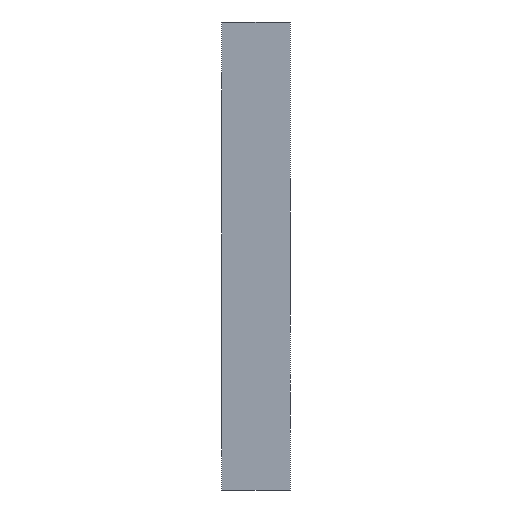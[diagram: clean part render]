
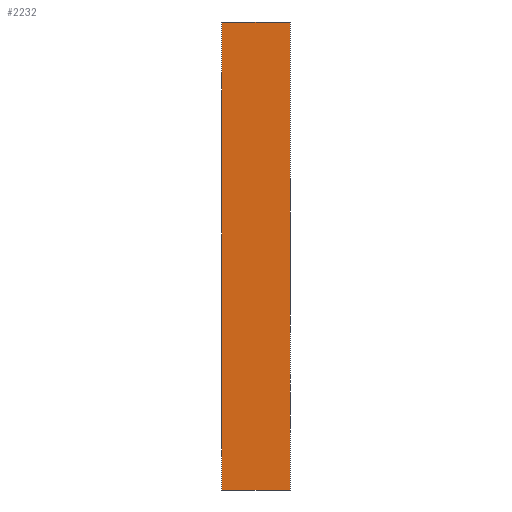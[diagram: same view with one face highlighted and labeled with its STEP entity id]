
A CAD part, front view. The second image highlights one B-rep face of the part: STEP entity #2232.
In plain terms, the highlighted planar face has unit normal (0, -1, 0).
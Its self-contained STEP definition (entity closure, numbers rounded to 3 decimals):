
#109 = EDGE_LOOP ( 'NONE', ( #2004, #3199, #1840, #1149 ) ) ;
#176 = LINE ( 'NONE', #2067, #1887 ) ;
#278 = CARTESIAN_POINT ( 'NONE',  ( -99., -66.5, -9.575 ) ) ;
#292 = PLANE ( 'NONE',  #3242 ) ;
#384 = VECTOR ( 'NONE', #515, 1000. ) ;
#515 = DIRECTION ( 'NONE',  ( 1., 0., 0. ) ) ;
#799 = LINE ( 'NONE', #278, #2785 ) ;
#943 = CARTESIAN_POINT ( 'NONE',  ( -99., -66.5, -9.575 ) ) ;
#961 = EDGE_CURVE ( 'NONE', #1731, #2846, #2406, .T. ) ;
#1149 = ORIENTED_EDGE ( 'NONE', *, *, #2983, .T. ) ;
#1316 = DIRECTION ( 'NONE',  ( 0., 0., 1. ) ) ;
#1337 = DIRECTION ( 'NONE',  ( 0., 0., 1. ) ) ;
#1352 = DIRECTION ( 'NONE',  ( 0., 1., 0. ) ) ;
#1619 = EDGE_CURVE ( 'NONE', #2846, #2425, #176, .T. ) ;
#1731 = VERTEX_POINT ( 'NONE', #2441 ) ;
#1838 = CARTESIAN_POINT ( 'NONE',  ( -103., -66.5, 17.825 ) ) ;
#1840 = ORIENTED_EDGE ( 'NONE', *, *, #961, .F. ) ;
#1874 = DIRECTION ( 'NONE',  ( 0., 0., 1. ) ) ;
#1875 = LINE ( 'NONE', #2958, #384 ) ;
#1887 = VECTOR ( 'NONE', #3154, 1000. ) ;
#2004 = ORIENTED_EDGE ( 'NONE', *, *, #2272, .T. ) ;
#2067 = CARTESIAN_POINT ( 'NONE',  ( -103., -66.5, 17.825 ) ) ;
#2103 = CARTESIAN_POINT ( 'NONE',  ( -103., -66.5, -9.575 ) ) ;
#2170 = FACE_OUTER_BOUND ( 'NONE', #109, .T. ) ;
#2194 = VECTOR ( 'NONE', #1316, 1000. ) ;
#2232 = ADVANCED_FACE ( 'NONE', ( #2170 ), #292, .F. ) ;
#2272 = EDGE_CURVE ( 'NONE', #2711, #2425, #799, .T. ) ;
#2406 = LINE ( 'NONE', #2103, #2194 ) ;
#2425 = VERTEX_POINT ( 'NONE', #2667 ) ;
#2441 = CARTESIAN_POINT ( 'NONE',  ( -103., -66.5, -9.575 ) ) ;
#2667 = CARTESIAN_POINT ( 'NONE',  ( -99., -66.5, 17.825 ) ) ;
#2711 = VERTEX_POINT ( 'NONE', #943 ) ;
#2785 = VECTOR ( 'NONE', #1337, 1000. ) ;
#2846 = VERTEX_POINT ( 'NONE', #1838 ) ;
#2958 = CARTESIAN_POINT ( 'NONE',  ( -103., -66.5, -9.575 ) ) ;
#2983 = EDGE_CURVE ( 'NONE', #1731, #2711, #1875, .T. ) ;
#3154 = DIRECTION ( 'NONE',  ( 1., 0., 0. ) ) ;
#3199 = ORIENTED_EDGE ( 'NONE', *, *, #1619, .F. ) ;
#3240 = CARTESIAN_POINT ( 'NONE',  ( -103., -66.5, -9.575 ) ) ;
#3242 = AXIS2_PLACEMENT_3D ( 'NONE', #3240, #1352, #1874 ) ;
